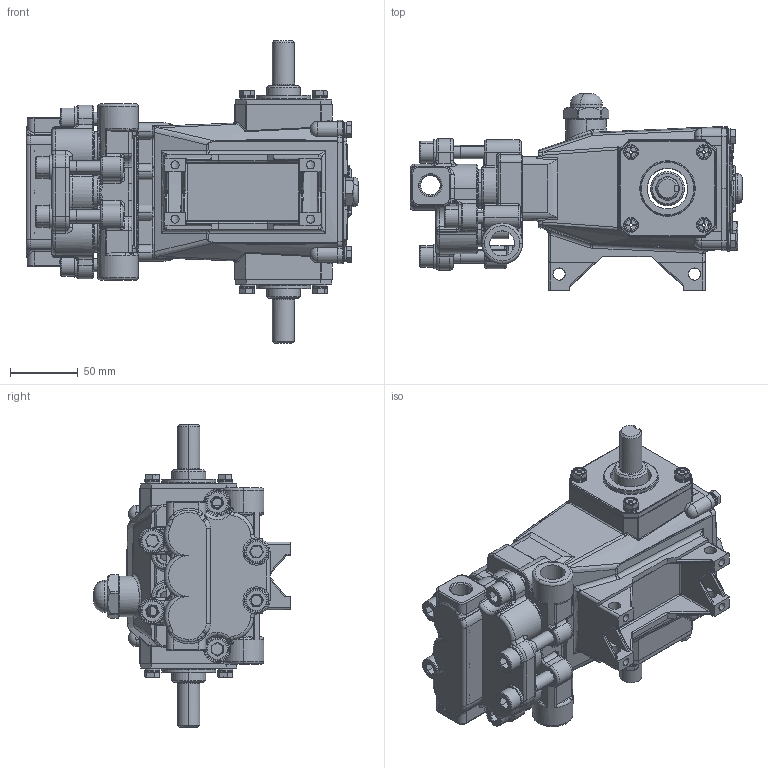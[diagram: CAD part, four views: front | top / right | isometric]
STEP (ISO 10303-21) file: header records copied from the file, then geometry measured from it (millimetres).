
FILE_DESCRIPTION (( 'STEP AP214' ), '1' );
FILE_NAME ('3CP 1221.STEP', '2016-02-16T21:16:39', ( '' ), ( '' ), 'SwSTEP 2.0', 'SolidWorks 2016', '' );
FILE_SCHEMA (( 'AUTOMOTIVE_DESIGN' ));
Length unit declared in the file: millimetre
Products named in the file (1): 3CP 1221
Bounding box: 245 x 145.2 x 223 mm (x, y, z)
Surface area: 241968.5 mm2 (no closed solid volume)
Topology: 0 solids, 65 shells, 2290 faces, 7320 edges, 4956 vertices
Faces by surface type: plane 738, cylinder 732, torus 370, bspline 327, cone 103, sphere 20
Entity records: 126042 total; most frequent: CARTESIAN_POINT 40699, ORIENTED_EDGE 12199, DIRECTION 11870, EDGE_CURVE 7280, VERTEX_POINT 4951, AXIS2_PLACEMENT_3D 4468, LINE 2934, VECTOR 2934
